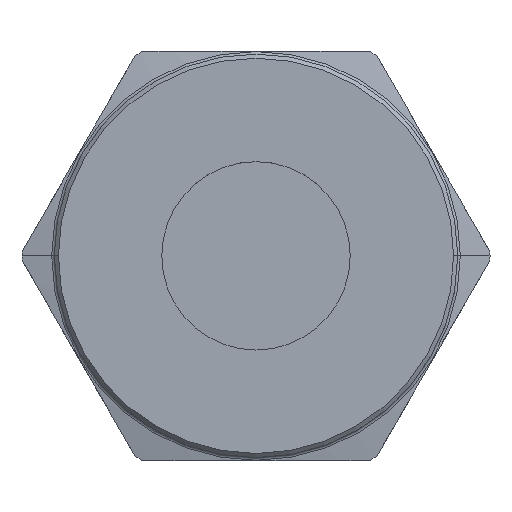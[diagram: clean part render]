
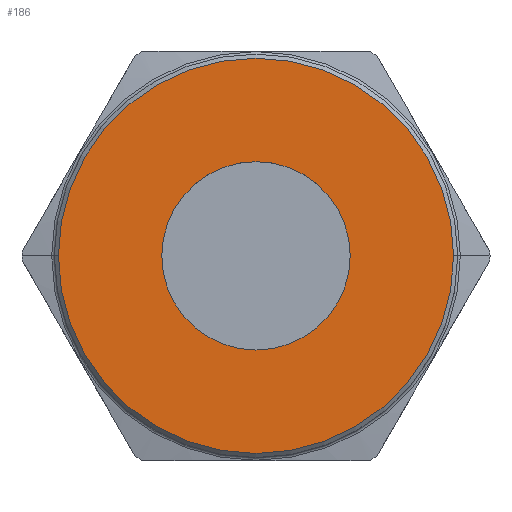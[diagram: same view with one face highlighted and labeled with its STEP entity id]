
A CAD part, top view. The second image highlights one B-rep face of the part: STEP entity #186.
In plain terms, the highlighted planar face has unit normal (0, 0, 1).
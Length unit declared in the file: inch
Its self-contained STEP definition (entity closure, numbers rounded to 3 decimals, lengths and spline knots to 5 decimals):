
#114 = AXIS2_PLACEMENT_3D ( 'NONE', #1966, #1967, #1968 ) ;
#116 = AXIS2_PLACEMENT_3D ( 'NONE', #1978, #1979, #1980 ) ;
#186 = ADVANCED_FACE ( 'NONE', ( #2614, #2649 ), #1429, .T. ) ;
#485 = CARTESIAN_POINT ( 'NONE',  ( 0., 0., 0.3 ) ) ;
#486 = DIRECTION ( 'NONE',  ( 0., 0., 1. ) ) ;
#487 = DIRECTION ( 'NONE',  ( 1., 0., 0. ) ) ;
#1239 = ORIENTED_EDGE ( 'NONE', *, *, #2333, .T. ) ;
#1248 = ORIENTED_EDGE ( 'NONE', *, *, #2320, .F. ) ;
#1249 = ORIENTED_EDGE ( 'NONE', *, *, #2345, .F. ) ;
#1256 = ORIENTED_EDGE ( 'NONE', *, *, #2342, .T. ) ;
#1426 = DIRECTION ( 'NONE',  ( 0., 0., 1. ) ) ;
#1427 = CARTESIAN_POINT ( 'NONE',  ( 0., 0., 0.3 ) ) ;
#1429 = PLANE ( 'NONE',  #2442 ) ;
#1431 = DIRECTION ( 'NONE',  ( 1., 0., 0. ) ) ;
#1747 = CARTESIAN_POINT ( 'NONE',  ( 0., 0., 0.3 ) ) ;
#1748 = DIRECTION ( 'NONE',  ( 0., 0., 1. ) ) ;
#1749 = DIRECTION ( 'NONE',  ( 1., 0., 0. ) ) ;
#1966 = CARTESIAN_POINT ( 'NONE',  ( 0., 0., 0.3 ) ) ;
#1967 = DIRECTION ( 'NONE',  ( 0., 0., 1. ) ) ;
#1968 = DIRECTION ( 'NONE',  ( 1., 0., 0. ) ) ;
#1978 = CARTESIAN_POINT ( 'NONE',  ( 0., 0., 0.3 ) ) ;
#1979 = DIRECTION ( 'NONE',  ( 0., 0., 1. ) ) ;
#1980 = DIRECTION ( 'NONE',  ( 1., 0., 0. ) ) ;
#2241 = CARTESIAN_POINT ( 'NONE',  ( -0.23, 0., 0.3 ) ) ;
#2242 = CARTESIAN_POINT ( 'NONE',  ( 0.23, 0., 0.3 ) ) ;
#2285 = CARTESIAN_POINT ( 'NONE',  ( 0.4825, 0., 0.3 ) ) ;
#2288 = CARTESIAN_POINT ( 'NONE',  ( -0.4825, 0., 0.3 ) ) ;
#2320 = EDGE_CURVE ( 'NONE', #2832, #2833, #2763, .T. ) ;
#2333 = EDGE_CURVE ( 'NONE', #2876, #2879, #2782, .T. ) ;
#2342 = EDGE_CURVE ( 'NONE', #2879, #2876, #2787, .T. ) ;
#2345 = EDGE_CURVE ( 'NONE', #2833, #2832, #2788, .T. ) ;
#2442 = AXIS2_PLACEMENT_3D ( 'NONE', #1427, #1426, #1431 ) ;
#2494 = AXIS2_PLACEMENT_3D ( 'NONE', #485, #486, #487 ) ;
#2501 = AXIS2_PLACEMENT_3D ( 'NONE', #1747, #1748, #1749 ) ;
#2614 = FACE_BOUND ( 'NONE', #3083, .T. ) ;
#2649 = FACE_OUTER_BOUND ( 'NONE', #3096, .T. ) ;
#2763 = CIRCLE ( 'NONE', #2494, 0.23 ) ;
#2782 = CIRCLE ( 'NONE', #2501, 0.4825 ) ;
#2787 = CIRCLE ( 'NONE', #114, 0.4825 ) ;
#2788 = CIRCLE ( 'NONE', #116, 0.23 ) ;
#2832 = VERTEX_POINT ( 'NONE', #2241 ) ;
#2833 = VERTEX_POINT ( 'NONE', #2242 ) ;
#2876 = VERTEX_POINT ( 'NONE', #2285 ) ;
#2879 = VERTEX_POINT ( 'NONE', #2288 ) ;
#3083 = EDGE_LOOP ( 'NONE', ( #1249, #1248 ) ) ;
#3096 = EDGE_LOOP ( 'NONE', ( #1256, #1239 ) ) ;
